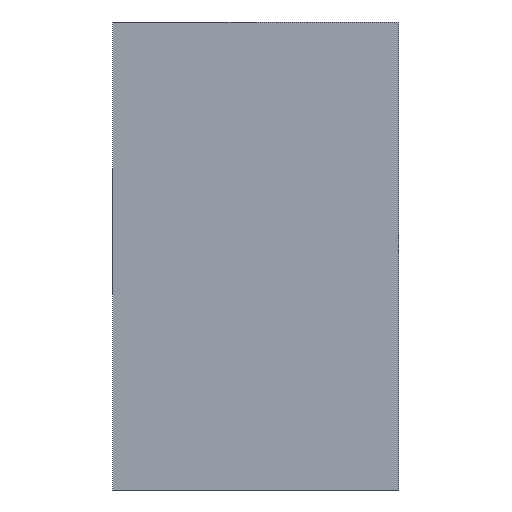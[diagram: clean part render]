
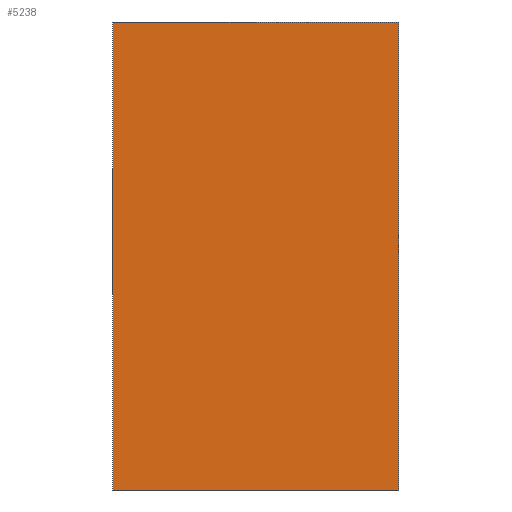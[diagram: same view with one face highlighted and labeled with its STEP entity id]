
A CAD part, left-side view. The second image highlights one B-rep face of the part: STEP entity #5238.
In plain terms, the highlighted planar face has unit normal (-1, 0, 0).
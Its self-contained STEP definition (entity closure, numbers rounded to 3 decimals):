
#220=DIRECTION('',(0.,-1.,0.));
#221=VECTOR('',#220,0.55);
#222=CARTESIAN_POINT('',(-0.85,0.55,-0.45));
#223=LINE('',#222,#221);
#236=DIRECTION('',(0.,0.,-1.));
#237=VECTOR('',#236,0.9);
#238=CARTESIAN_POINT('',(-0.85,0.55,0.45));
#239=LINE('',#238,#237);
#1248=DIRECTION('',(0.,0.,-1.));
#1249=VECTOR('',#1248,0.9);
#1250=CARTESIAN_POINT('',(-0.85,0.,0.45));
#1251=LINE('',#1250,#1249);
#1252=DIRECTION('',(0.,-1.,0.));
#1253=VECTOR('',#1252,0.55);
#1254=CARTESIAN_POINT('',(-0.85,0.55,0.45));
#1255=LINE('',#1254,#1253);
#3160=CARTESIAN_POINT('',(-0.85,0.,-0.45));
#3161=VERTEX_POINT('',#3160);
#3162=CARTESIAN_POINT('',(-0.85,0.,0.45));
#3163=VERTEX_POINT('',#3162);
#3180=CARTESIAN_POINT('',(-0.85,0.55,-0.45));
#3182=VERTEX_POINT('',#3180);
#3190=CARTESIAN_POINT('',(-0.85,0.55,0.45));
#3191=VERTEX_POINT('',#3190);
#5227=CARTESIAN_POINT('',(-0.85,0.,-0.45));
#5228=DIRECTION('',(-1.,0.,0.));
#5229=DIRECTION('',(0.,0.,1.));
#5230=AXIS2_PLACEMENT_3D('',#5227,#5228,#5229);
#5231=PLANE('',#5230);
#5232=ORIENTED_EDGE('',*,*,#5221,.T.);
#5233=ORIENTED_EDGE('',*,*,#4527,.F.);
#5234=ORIENTED_EDGE('',*,*,#4545,.F.);
#5235=ORIENTED_EDGE('',*,*,#5194,.T.);
#5236=EDGE_LOOP('',(#5232,#5233,#5234,#5235));
#5237=FACE_OUTER_BOUND('',#5236,.F.);
#5238=ADVANCED_FACE('',(#5237),#5231,.T.);
#4527=EDGE_CURVE('',#3182,#3161,#223,.T.);
#4545=EDGE_CURVE('',#3191,#3182,#239,.T.);
#5194=EDGE_CURVE('',#3191,#3163,#1255,.T.);
#5221=EDGE_CURVE('',#3163,#3161,#1251,.T.);
